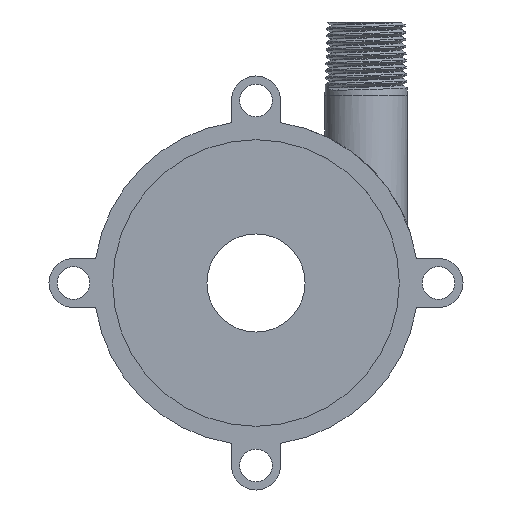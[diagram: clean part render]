
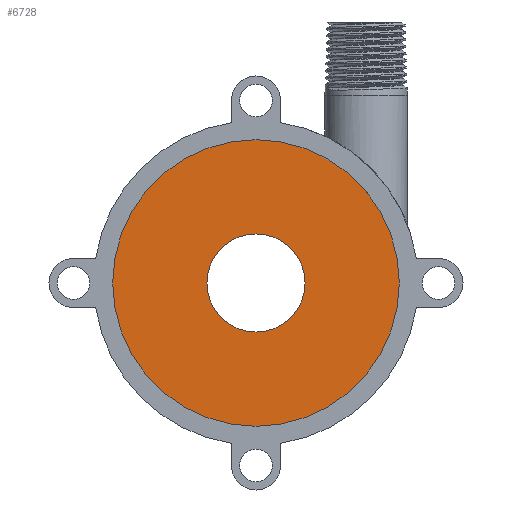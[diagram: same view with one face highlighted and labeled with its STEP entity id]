
A CAD part, front view. The second image highlights one B-rep face of the part: STEP entity #6728.
In plain terms, the highlighted planar face has unit normal (0, -1, 0).
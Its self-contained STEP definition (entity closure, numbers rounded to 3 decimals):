
#670 = DIRECTION ( 'NONE',  ( 0., 0., -1. ) ) ;
#725 = CIRCLE ( 'NONE', #10907, 37.1 ) ;
#781 = EDGE_CURVE ( 'NONE', #13470, #14498, #725, .T. ) ;
#1571 = ORIENTED_EDGE ( 'NONE', *, *, #3687, .F. ) ;
#2239 = AXIS2_PLACEMENT_3D ( 'NONE', #14285, #10192, #7097 ) ;
#2605 = EDGE_CURVE ( 'NONE', #6642, #16998, #3603, .T. ) ;
#3175 = PLANE ( 'NONE',  #16483 ) ;
#3186 = DIRECTION ( 'NONE',  ( 0., 1., 0. ) ) ;
#3215 = CARTESIAN_POINT ( 'NONE',  ( 0., 0., 0. ) ) ;
#3222 = CARTESIAN_POINT ( 'NONE',  ( 0., 0., 0. ) ) ;
#3603 = CIRCLE ( 'NONE', #5069, 12.7 ) ;
#3687 = EDGE_CURVE ( 'NONE', #14498, #13470, #15637, .T. ) ;
#4105 = CARTESIAN_POINT ( 'NONE',  ( 0., 0., -12.7 ) ) ;
#4689 = DIRECTION ( 'NONE',  ( 0., -1., 0. ) ) ;
#5069 = AXIS2_PLACEMENT_3D ( 'NONE', #3222, #4689, #670 ) ;
#6539 = EDGE_LOOP ( 'NONE', ( #16688, #11090 ) ) ;
#6642 = VERTEX_POINT ( 'NONE', #4105 ) ;
#6728 = ADVANCED_FACE ( 'NONE', ( #14375, #17112 ), #3175, .F. ) ;
#6757 = EDGE_CURVE ( 'NONE', #16998, #6642, #13871, .T. ) ;
#7097 = DIRECTION ( 'NONE',  ( 0., 0., -1. ) ) ;
#7502 = AXIS2_PLACEMENT_3D ( 'NONE', #15658, #3186, #8743 ) ;
#7845 = CARTESIAN_POINT ( 'NONE',  ( 0., 0., 12.7 ) ) ;
#8731 = CARTESIAN_POINT ( 'NONE',  ( 0., 0., 0. ) ) ;
#8743 = DIRECTION ( 'NONE',  ( 0., 0., 1. ) ) ;
#8817 = DIRECTION ( 'NONE',  ( 0., 0., 1. ) ) ;
#10192 = DIRECTION ( 'NONE',  ( 0., -1., 0. ) ) ;
#10594 = CARTESIAN_POINT ( 'NONE',  ( 0., 0., -37.1 ) ) ;
#10907 = AXIS2_PLACEMENT_3D ( 'NONE', #3215, #11604, #13044 ) ;
#11090 = ORIENTED_EDGE ( 'NONE', *, *, #6757, .F. ) ;
#11478 = EDGE_LOOP ( 'NONE', ( #1571, #16285 ) ) ;
#11604 = DIRECTION ( 'NONE',  ( 0., 1., 0. ) ) ;
#12303 = CARTESIAN_POINT ( 'NONE',  ( 0., 0., 37.1 ) ) ;
#13044 = DIRECTION ( 'NONE',  ( 0., 0., 1. ) ) ;
#13470 = VERTEX_POINT ( 'NONE', #10594 ) ;
#13871 = CIRCLE ( 'NONE', #2239, 12.7 ) ;
#14285 = CARTESIAN_POINT ( 'NONE',  ( 0., 0., 0. ) ) ;
#14375 = FACE_BOUND ( 'NONE', #6539, .T. ) ;
#14498 = VERTEX_POINT ( 'NONE', #12303 ) ;
#15637 = CIRCLE ( 'NONE', #7502, 37.1 ) ;
#15647 = DIRECTION ( 'NONE',  ( 0., 1., 0. ) ) ;
#15658 = CARTESIAN_POINT ( 'NONE',  ( 0., 0., 0. ) ) ;
#16285 = ORIENTED_EDGE ( 'NONE', *, *, #781, .F. ) ;
#16483 = AXIS2_PLACEMENT_3D ( 'NONE', #8731, #15647, #8817 ) ;
#16688 = ORIENTED_EDGE ( 'NONE', *, *, #2605, .F. ) ;
#16998 = VERTEX_POINT ( 'NONE', #7845 ) ;
#17112 = FACE_OUTER_BOUND ( 'NONE', #11478, .T. ) ;
